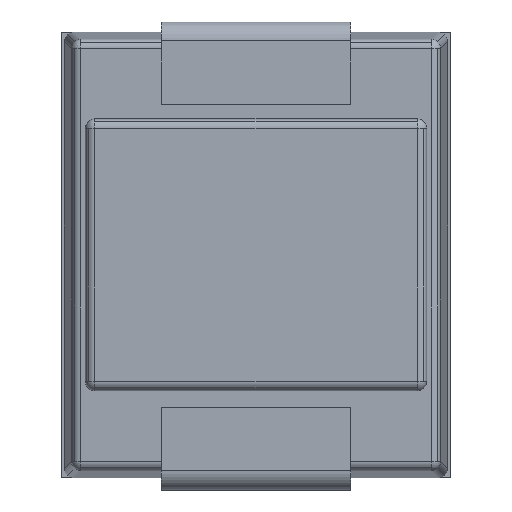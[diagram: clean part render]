
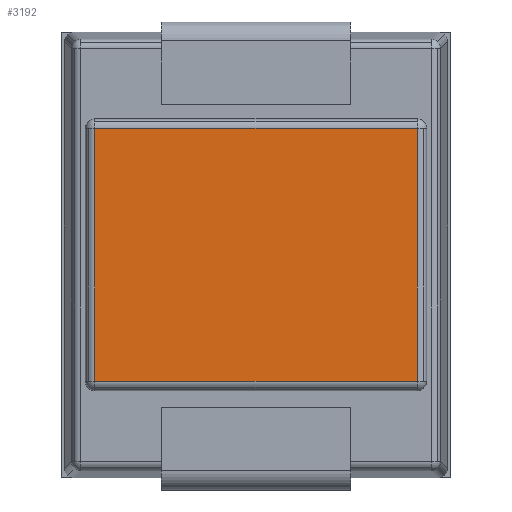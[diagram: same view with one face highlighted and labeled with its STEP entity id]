
A CAD part, top view. The second image highlights one B-rep face of the part: STEP entity #3192.
In plain terms, the highlighted planar face has unit normal (0, 0, 1).
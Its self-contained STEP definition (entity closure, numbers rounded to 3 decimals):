
#66 = PLANE ( 'NONE',  #2817 ) ;
#383 = DIRECTION ( 'NONE',  ( 1., 0., 0. ) ) ;
#615 = CARTESIAN_POINT ( 'NONE',  ( 1.35, 6.175, 1.71 ) ) ;
#822 = EDGE_CURVE ( 'NONE', #3607, #3835, #2213, .T. ) ;
#1004 = CARTESIAN_POINT ( 'NONE',  ( 2.55, 10.175, 1.71 ) ) ;
#1390 = CARTESIAN_POINT ( 'NONE',  ( -1.35, 10.175, 1.71 ) ) ;
#1428 = VECTOR ( 'NONE', #1486, 1000. ) ;
#1433 = ORIENTED_EDGE ( 'NONE', *, *, #2934, .F. ) ;
#1486 = DIRECTION ( 'NONE',  ( 0., -1., 0. ) ) ;
#1666 = VERTEX_POINT ( 'NONE', #2606 ) ;
#1800 = ORIENTED_EDGE ( 'NONE', *, *, #2731, .F. ) ;
#1826 = CARTESIAN_POINT ( 'NONE',  ( 2.55, 9.25, 1.71 ) ) ;
#1966 = CARTESIAN_POINT ( 'NONE',  ( -2.55, 10.175, 1.71 ) ) ;
#2213 = LINE ( 'NONE', #1390, #4536 ) ;
#2251 = DIRECTION ( 'NONE',  ( 0., 0., 1. ) ) ;
#2357 = EDGE_LOOP ( 'NONE', ( #1800, #1433, #3416, #2649 ) ) ;
#2501 = DIRECTION ( 'NONE',  ( 1., 0., 0. ) ) ;
#2606 = CARTESIAN_POINT ( 'NONE',  ( 2.55, 6.175, 1.71 ) ) ;
#2649 = ORIENTED_EDGE ( 'NONE', *, *, #3290, .F. ) ;
#2731 = EDGE_CURVE ( 'NONE', #1666, #3557, #3983, .T. ) ;
#2817 = AXIS2_PLACEMENT_3D ( 'NONE', #3379, #2251, #383 ) ;
#2844 = VECTOR ( 'NONE', #4456, 1000. ) ;
#2934 = EDGE_CURVE ( 'NONE', #3835, #1666, #3257, .T. ) ;
#3192 = ADVANCED_FACE ( 'NONE', ( #4678 ), #66, .T. ) ;
#3257 = LINE ( 'NONE', #1826, #1428 ) ;
#3290 = EDGE_CURVE ( 'NONE', #3557, #3607, #4615, .T. ) ;
#3379 = CARTESIAN_POINT ( 'NONE',  ( 0., 8.175, 1.71 ) ) ;
#3416 = ORIENTED_EDGE ( 'NONE', *, *, #822, .F. ) ;
#3557 = VERTEX_POINT ( 'NONE', #3628 ) ;
#3585 = DIRECTION ( 'NONE',  ( -1., 0., 0. ) ) ;
#3607 = VERTEX_POINT ( 'NONE', #1966 ) ;
#3628 = CARTESIAN_POINT ( 'NONE',  ( -2.55, 6.175, 1.71 ) ) ;
#3762 = CARTESIAN_POINT ( 'NONE',  ( -2.55, 7.1, 1.71 ) ) ;
#3835 = VERTEX_POINT ( 'NONE', #1004 ) ;
#3983 = LINE ( 'NONE', #615, #4503 ) ;
#4456 = DIRECTION ( 'NONE',  ( 0., 1., 0. ) ) ;
#4503 = VECTOR ( 'NONE', #3585, 1000. ) ;
#4536 = VECTOR ( 'NONE', #2501, 1000. ) ;
#4615 = LINE ( 'NONE', #3762, #2844 ) ;
#4678 = FACE_OUTER_BOUND ( 'NONE', #2357, .T. ) ;
